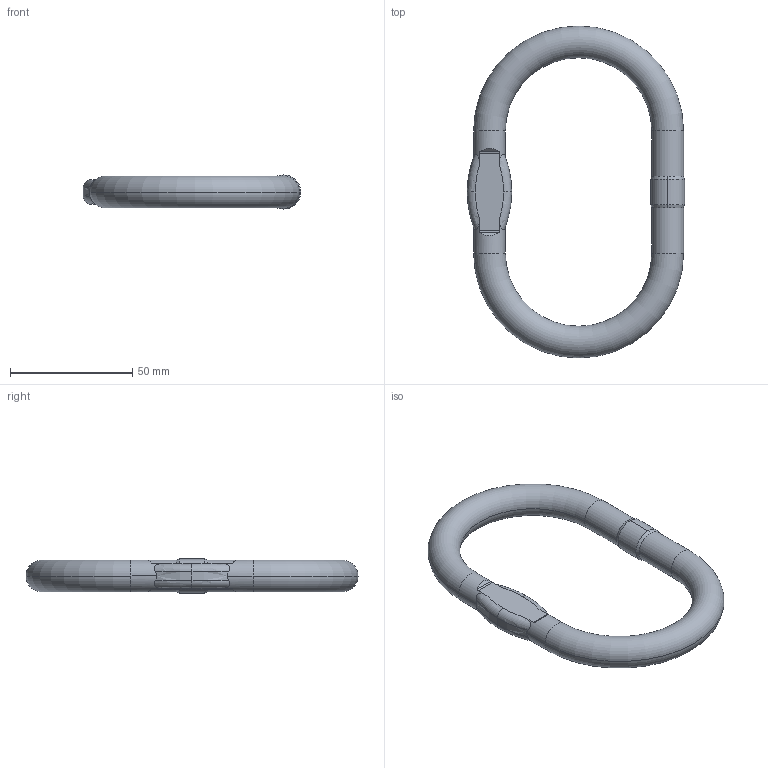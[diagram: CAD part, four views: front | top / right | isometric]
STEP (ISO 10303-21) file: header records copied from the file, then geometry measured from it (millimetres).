
FILE_DESCRIPTION(('STEP AP214'),'1');
FILE_NAME('awp_13.stp','2017-06-26T11:34:15',('TraceParts'),('TraceParts S.A.'),'Spatial InterOp 3D',' ',' ');
FILE_SCHEMA(('automotive_design'));
Length unit declared in the file: millimetre
Products named in the file (1): awp_13
Bounding box: 89.09 x 136 x 13.97 mm (x, y, z)
Volume: 44535.2 mm3; surface area: 13785.3 mm2
Topology: 1 solids, 1 shells, 156 faces, 420 edges, 276 vertices
Faces by surface type: plane 73, extrusion 44, cylinder 23, torus 12, cone 4
Entity records: 6733 total; most frequent: CARTESIAN_POINT 1799, ORIENTED_EDGE 840, DIRECTION 592, EDGE_CURVE 420, VERTEX_POINT 276, VECTOR 242, B_SPLINE_CURVE_WITH_KNOTS 204, LINE 198
